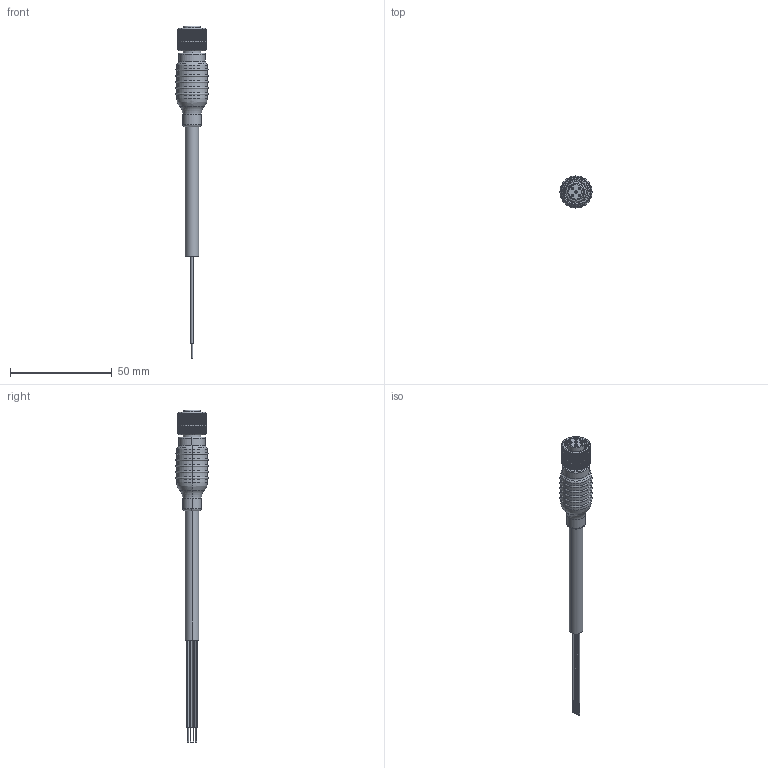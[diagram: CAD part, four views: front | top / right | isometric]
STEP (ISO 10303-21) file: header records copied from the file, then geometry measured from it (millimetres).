
FILE_DESCRIPTION((''),'2;1');
FILE_NAME('254695_SM01_ASM','2026-01-29T10:20:19',('banengservice'),('BANNER ENGINEERING'),'CREO PARAMETRIC BY PTC INC, 2022414','CREO PARAMETRIC BY PTC INC, 2022414','');
FILE_SCHEMA(('CONFIG_CONTROL_DESIGN'));
Length unit declared in the file: millimetre
Products named in the file (2): 254695_EP01; 254695_SM01_ASM
Assembly tree (1 placements, depth 2):
  254695_SM01_ASM
    254695_EP01
Bounding box: 15.77 x 15.77 x 162.85 mm (x, y, z)
Volume: 8860.9 mm3; surface area: 5900.7 mm2
Topology: 1 solids, 1 shells, 495 faces, 1343 edges, 869 vertices
Faces by surface type: cylinder 277, plane 141, cone 38, torus 28, bspline 11
Entity records: 21468 total; most frequent: CARTESIAN_POINT 9568, ORIENTED_EDGE 2670, DIRECTION 2255, EDGE_CURVE 1335, AXIS2_PLACEMENT_3D 918, VERTEX_POINT 869, EDGE_LOOP 524, FACE_OUTER_BOUND 495
